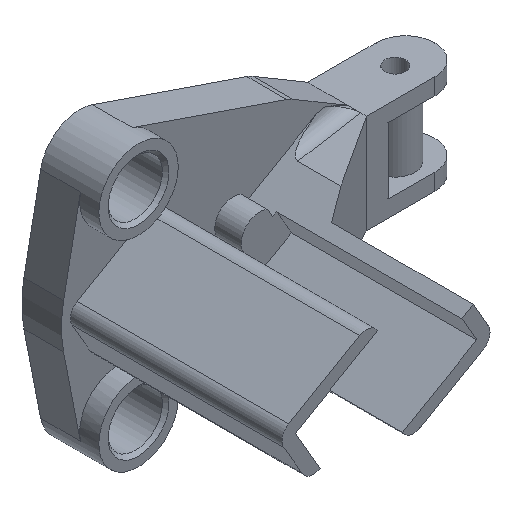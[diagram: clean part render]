
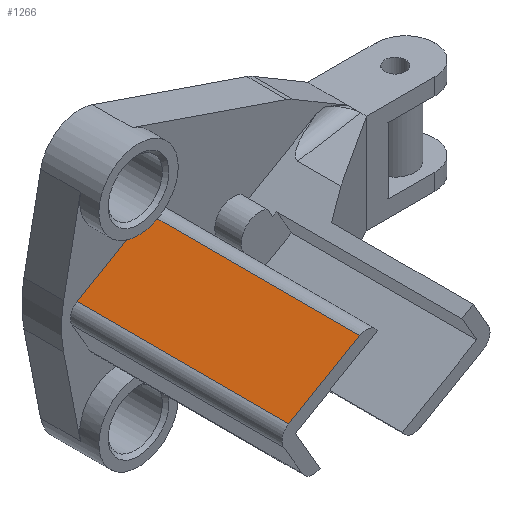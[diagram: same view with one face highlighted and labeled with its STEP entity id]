
A CAD part, isometric view. The second image highlights one B-rep face of the part: STEP entity #1266.
In plain terms, the highlighted planar face has unit normal (-0.5, 0, 0.866).
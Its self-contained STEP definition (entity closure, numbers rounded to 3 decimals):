
#59=PLANE('',#1383);
#102=FACE_OUTER_BOUND('',#175,.T.);
#175=EDGE_LOOP('',(#926,#927,#928,#929));
#271=LINE('',#1971,#395);
#285=LINE('',#2012,#409);
#286=LINE('',#2015,#410);
#287=LINE('',#2016,#411);
#395=VECTOR('',#1550,10.);
#409=VECTOR('',#1588,10.);
#410=VECTOR('',#1591,10.);
#411=VECTOR('',#1592,10.);
#586=VERTEX_POINT('',#1968);
#587=VERTEX_POINT('',#1970);
#601=VERTEX_POINT('',#2008);
#603=VERTEX_POINT('',#2014);
#708=EDGE_CURVE('',#586,#587,#271,.T.);
#729=EDGE_CURVE('',#587,#601,#285,.T.);
#730=EDGE_CURVE('',#603,#586,#286,.T.);
#731=EDGE_CURVE('',#601,#603,#287,.T.);
#926=ORIENTED_EDGE('',*,*,#729,.F.);
#927=ORIENTED_EDGE('',*,*,#708,.F.);
#928=ORIENTED_EDGE('',*,*,#730,.F.);
#929=ORIENTED_EDGE('',*,*,#731,.F.);
#1266=ADVANCED_FACE('',(#102),#59,.T.);
#1383=AXIS2_PLACEMENT_3D('',#2013,#1589,#1590);
#1550=DIRECTION('',(0.866,0.,0.5));
#1588=DIRECTION('',(0.,-1.,0.));
#1589=DIRECTION('center_axis',(-0.5,0.,0.866));
#1590=DIRECTION('ref_axis',(-0.866,0.,-0.5));
#1591=DIRECTION('',(0.,1.,0.));
#1592=DIRECTION('',(-0.866,0.,-0.5));
#1968=CARTESIAN_POINT('',(-15.142,49.9,2.227));
#1970=CARTESIAN_POINT('',(-4.425,49.9,8.415));
#1971=CARTESIAN_POINT('',(3.893,49.9,13.217));
#2008=CARTESIAN_POINT('',(-4.425,17.9,8.415));
#2012=CARTESIAN_POINT('',(-4.425,49.9,8.415));
#2013=CARTESIAN_POINT('Origin',(3.91,49.9,13.227));
#2014=CARTESIAN_POINT('',(-15.142,17.9,2.227));
#2015=CARTESIAN_POINT('',(-15.142,49.9,2.227));
#2016=CARTESIAN_POINT('',(3.91,17.9,13.227));
